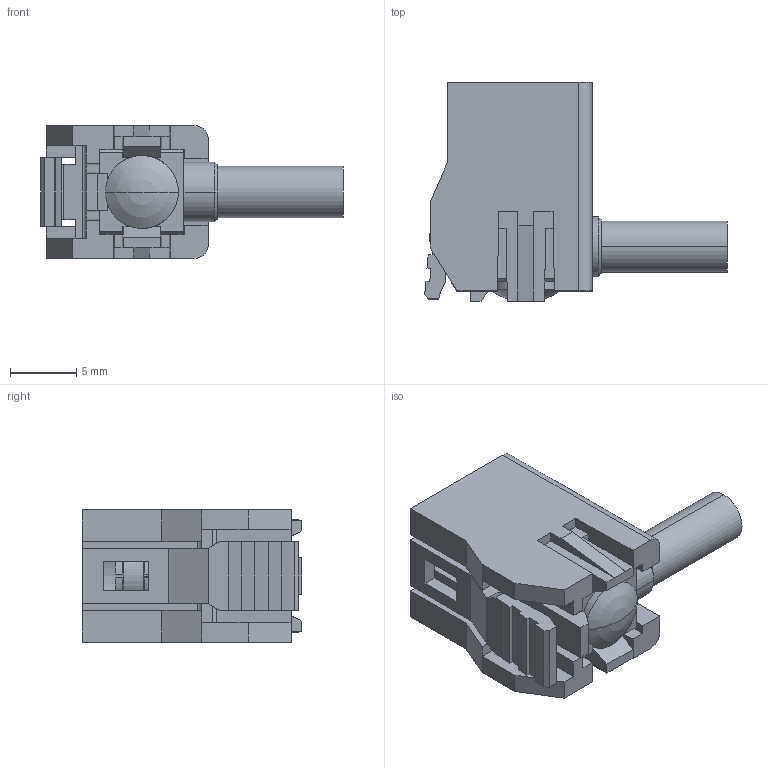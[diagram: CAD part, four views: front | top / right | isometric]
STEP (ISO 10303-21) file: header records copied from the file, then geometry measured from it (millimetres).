
FILE_DESCRIPTION((''),'2;1');
FILE_NAME('FA1-NXRJ-C01-0_SW0002','2020-07-30T11:18:10',('Viji'),(''),'CREO PARAMETRIC BY PTC INC, 2019444','CREO PARAMETRIC BY PTC INC, 2019444','');
FILE_SCHEMA(('CONFIG_CONTROL_DESIGN'));
Length unit declared in the file: millimetre
Products named in the file (1): FA1-NXRJ-C01-0_SW0002
Bounding box: 22.83 x 16.54 x 10 mm (x, y, z)
Volume: 1254.8 mm3; surface area: 2162.7 mm2
Topology: 1 solids, 1 shells, 327 faces, 985 edges, 641 vertices
Faces by surface type: plane 218, cylinder 83, cone 24, sphere 2
Entity records: 11183 total; most frequent: CARTESIAN_POINT 2164, ORIENTED_EDGE 1962, DIRECTION 1811, EDGE_CURVE 981, VECTOR 715, LINE 715, VERTEX_POINT 641, AXIS2_PLACEMENT_3D 548
